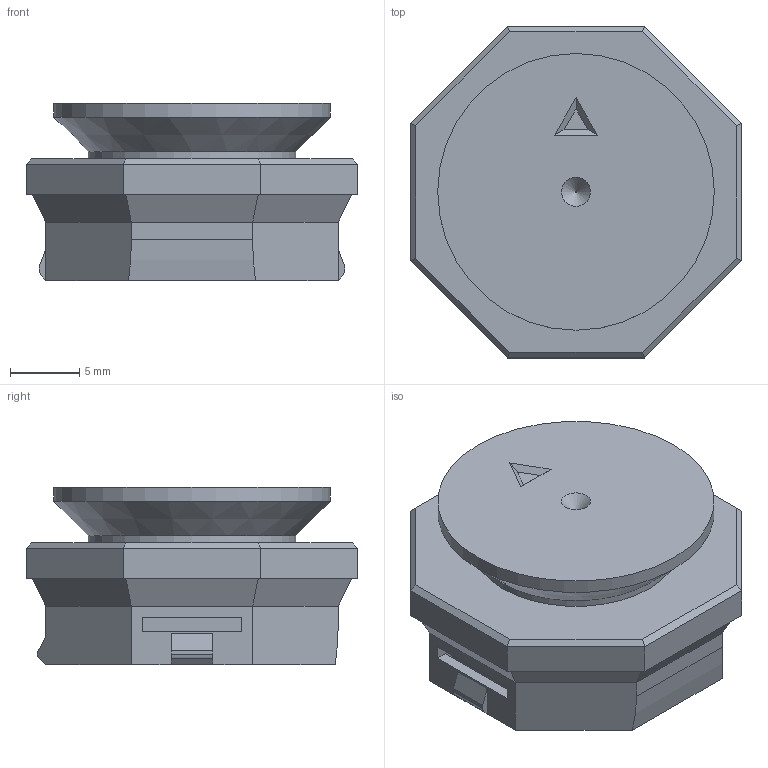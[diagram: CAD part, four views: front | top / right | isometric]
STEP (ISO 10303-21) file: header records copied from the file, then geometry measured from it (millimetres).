
FILE_DESCRIPTION(('HOOPS Exchange Step'),'2;1');
FILE_NAME('temp_export','2024-11-15T21:06:19+01:00',('ddanier'),('Shapr3D Limited'),'HOOPS Exchange 2024.6','Shapr3D','Authorized');
FILE_SCHEMA( ('AP242_MANAGED_MODEL_BASED_3D_ENGINEERING_MIM_LF {1 0 10303 442 1 1 4 }') );
Length unit declared in the file: millimetre
Products named in the file (1): Directional Snap
Bounding box: 24 x 24 x 12.8 mm (x, y, z)
Volume: 4540.4 mm3; surface area: 2595 mm2
Topology: 1 solids, 9 shells, 121 faces, 277 edges, 178 vertices
Faces by surface type: plane 98, cylinder 21, cone 2
Full cylindrical faces by diameter (mm): 15 x1, 20 x1
Entity records: 3381 total; most frequent: CARTESIAN_POINT 582, DIRECTION 565, ORIENTED_EDGE 554, EDGE_CURVE 277, VECTOR 231, LINE 231, VERTEX_POINT 178, AXIS2_PLACEMENT_3D 167
